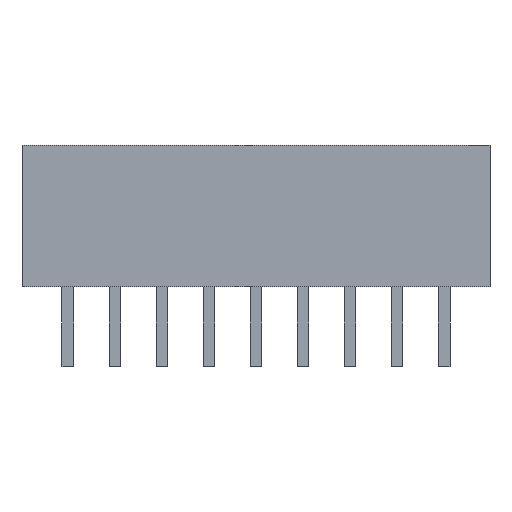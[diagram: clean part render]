
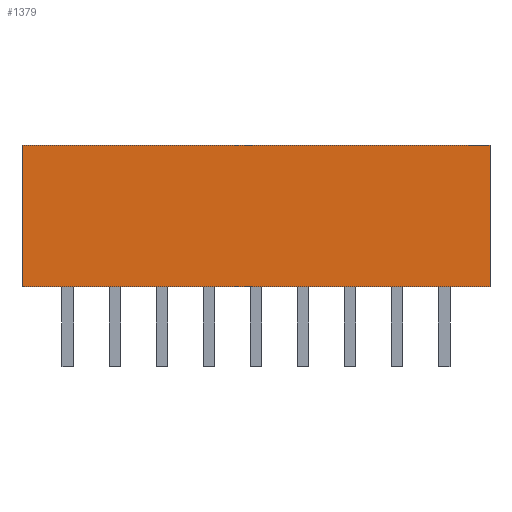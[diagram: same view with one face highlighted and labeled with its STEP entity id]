
A CAD part, front view. The second image highlights one B-rep face of the part: STEP entity #1379.
In plain terms, the highlighted face is planar.
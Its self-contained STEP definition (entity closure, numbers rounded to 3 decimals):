
#394 = VERTEX_POINT('',#395);
#395 = CARTESIAN_POINT('',(29.85,0.,0.));
#412 = VERTEX_POINT('',#413);
#413 = CARTESIAN_POINT('',(9.95,0.,0.));
#419 = EDGE_CURVE('',#412,#394,#420,.T.);
#420 = LINE('',#421,#422);
#421 = CARTESIAN_POINT('',(9.95,0.,0.));
#422 = VECTOR('',#423,1.);
#423 = DIRECTION('',(1.,0.,0.));
#998 = EDGE_CURVE('',#999,#394,#1001,.T.);
#999 = VERTEX_POINT('',#1000);
#1000 = CARTESIAN_POINT('',(29.85,6.,0.));
#1001 = LINE('',#1002,#1003);
#1002 = CARTESIAN_POINT('',(29.85,0.,0.));
#1003 = VECTOR('',#1004,1.);
#1004 = DIRECTION('',(0.,-1.,0.));
#1379 = ADVANCED_FACE('',(#1380),#1398,.F.);
#1380 = FACE_BOUND('',#1381,.T.);
#1381 = EDGE_LOOP('',(#1382,#1383,#1384,#1392));
#1382 = ORIENTED_EDGE('',*,*,#998,.T.);
#1383 = ORIENTED_EDGE('',*,*,#419,.F.);
#1384 = ORIENTED_EDGE('',*,*,#1385,.F.);
#1385 = EDGE_CURVE('',#1386,#412,#1388,.T.);
#1386 = VERTEX_POINT('',#1387);
#1387 = CARTESIAN_POINT('',(9.95,6.,0.));
#1388 = LINE('',#1389,#1390);
#1389 = CARTESIAN_POINT('',(9.95,0.,0.));
#1390 = VECTOR('',#1391,1.);
#1391 = DIRECTION('',(0.,-1.,0.));
#1392 = ORIENTED_EDGE('',*,*,#1393,.T.);
#1393 = EDGE_CURVE('',#1386,#999,#1394,.T.);
#1394 = LINE('',#1395,#1396);
#1395 = CARTESIAN_POINT('',(9.95,6.,0.));
#1396 = VECTOR('',#1397,1.);
#1397 = DIRECTION('',(1.,0.,0.));
#1398 = PLANE('',#1399);
#1399 = AXIS2_PLACEMENT_3D('',#1400,#1401,#1402);
#1400 = CARTESIAN_POINT('',(9.95,0.,0.));
#1401 = DIRECTION('',(0.,0.,1.));
#1402 = DIRECTION('',(1.,0.,0.));
